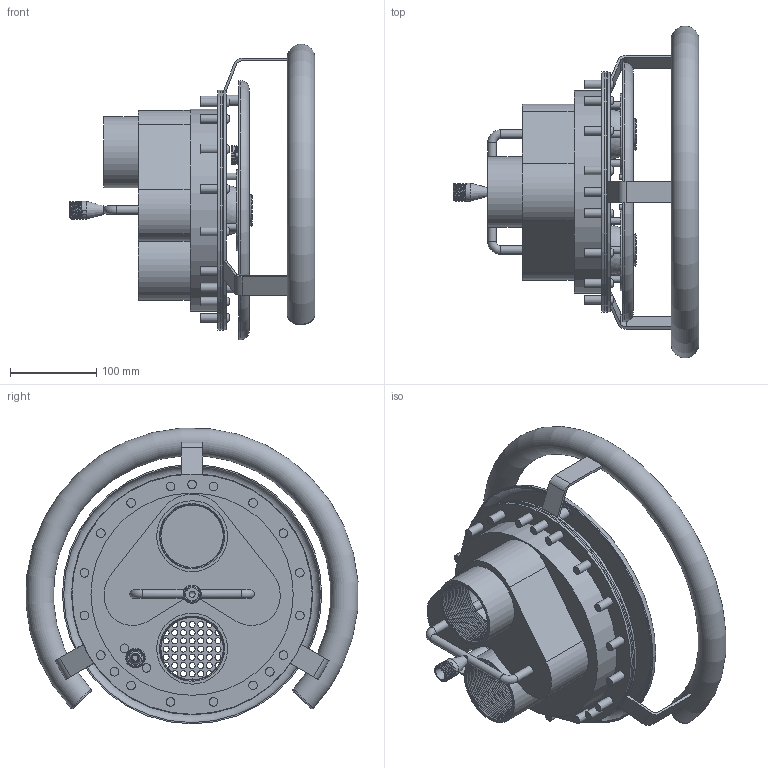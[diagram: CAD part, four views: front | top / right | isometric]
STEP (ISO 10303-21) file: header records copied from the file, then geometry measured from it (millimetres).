
FILE_DESCRIPTION(('STEP AP214'), '1');
FILE_NAME('Ð9-04 Ïðîòèâîòîê 75ì3÷ ñ ñåíñîðíîé êíîïêîé ñàéò', '2025-08-15T11:04:14', ('Runwill'), (''), 'C3D Converter', 'C3D Toolkit', '');
FILE_SCHEMA(('AUTOMOTIVE_DESIGN { 1 0 10303 214 3 1 1}'));
Length unit declared in the file: millimetre
Products named in the file (36): G 0.5 нар L=
Assembly tree (74 placements, depth 3):
  (unnamed)
    (unnamed)
      G 0.5 нар L=
      (unnamed)  x16
      (unnamed)  x2
      (unnamed)  x3
      (unnamed)  x4
      (unnamed)
      (unnamed)
    (unnamed)
    (unnamed)
    (unnamed)  x2
    (unnamed)
    (unnamed)  x11
    (unnamed)  x2
    (unnamed)  x3
    (unnamed)  x2
    (unnamed)
    (unnamed)
    (unnamed)
    (unnamed)  x2
    (unnamed)
    (unnamed)
    (unnamed)
    (unnamed)
    (unnamed)
    (unnamed)
      (unnamed)  x2
    (unnamed)
    (unnamed)
    (unnamed)
    (unnamed)
    (unnamed)
    (unnamed)
    (unnamed)  x2
    (unnamed)
Bounding box: 284.39 x 384.1 x 342.06 mm (x, y, z)
Volume: 1062982 mm3; surface area: 956073.7 mm2
Topology: 55 solids, 56 shells, 1103 faces, 2499 edges, 1605 vertices
Faces by surface type: plane 454, cylinder 403, cone 143, torus 63, sphere 26, bspline 14
Full cylindrical faces by diameter (mm): 4.134 x2, 4.917 x21, 5 x2, 6 x21, 6.647 x6, 7 x81, 7.5 x75, 8 x6, 9 x1, 10 x39, 10.1 x2, 11.34 x3, 12 x3, 14.955 x1, 15 x1, 17.5 x2, 19 x1, 19.5 x1, 20.955 x8, 21 x1, 22 x2, 24 x1, 26 x1, 29 x2, 48 x2, 51 x2, 52 x2, 54.3 x2, 58.3 x2, 60.3 x2
Entity records: 61832 total; most frequent: CARTESIAN_POINT 41517, DIRECTION 3621, ORIENTED_EDGE 2884, AXIS2_PLACEMENT_3D 1619, EDGE_LOOP 1607, EDGE_CURVE 1442, VERTEX_POINT 1165, FACE_BOUND 880
